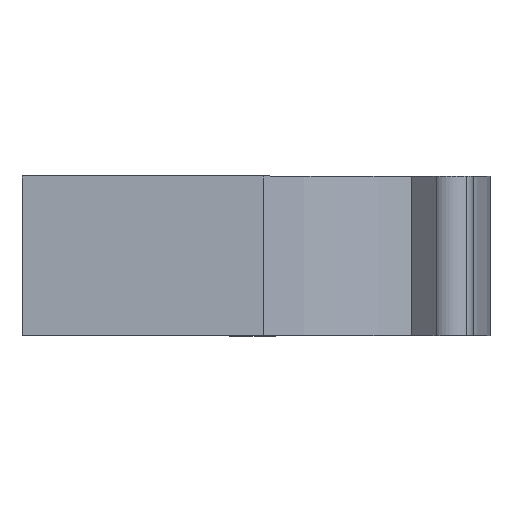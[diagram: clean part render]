
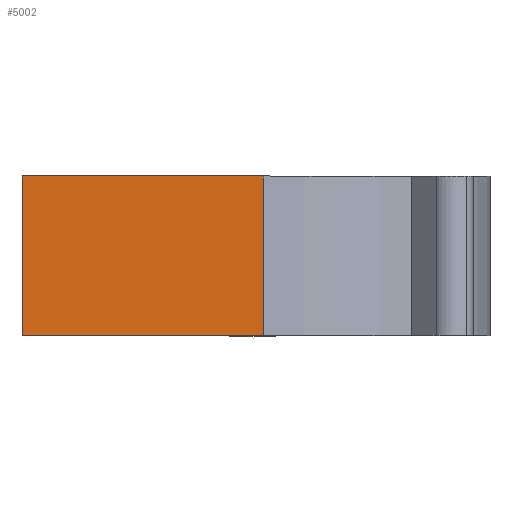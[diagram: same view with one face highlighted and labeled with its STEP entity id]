
A CAD part, top view. The second image highlights one B-rep face of the part: STEP entity #5002.
In plain terms, the highlighted planar face has unit normal (0, 0, 1).
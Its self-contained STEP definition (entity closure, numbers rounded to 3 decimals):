
#4793=CARTESIAN_POINT('POINT315',(0.,
   0.,50.3));
#4794=VERTEX_POINT('VERTEX315',#4793);
#4797=CARTESIAN_POINT('POINT316',(0.,-33.,
   50.3));
#4798=VERTEX_POINT('VERTEX316',#4797);
#4799=CARTESIAN_POINT('POS490',(0.,-33.,
   50.3));
#4800=DIRECTION('DIR637',(0.,1.,0.));
#4801=VECTOR('VEC343',#4800,1.);
#4802=LINE('STRAIGHT343',#4799,#4801);
#4803=EDGE_CURVE('EDGE469',#4798,#4794,#4802,.T.);
#4972=CARTESIAN_POINT('POINT329',(-50.,0.,
   50.3));
#4973=VERTEX_POINT('VERTEX329',#4972);
#4974=CARTESIAN_POINT('POS506',(0.,
   0.,50.3));
#4975=DIRECTION('DIR661',(-1.,0.,0.));
#4976=VECTOR('VEC351',#4975,1.);
#4977=LINE('STRAIGHT351',#4974,#4976);
#4978=EDGE_CURVE('EDGE490',#4794,#4973,#4977,.T.);
#4979=ORIENTED_EDGE('COEDGE932',*,*,#4978,.T.);
#4980=CARTESIAN_POINT('POINT330',(-50.,-33.,50.3));
#4981=VERTEX_POINT('VERTEX330',#4980);
#4982=CARTESIAN_POINT('POS507',(-50.,-33.,50.3));
#4983=DIRECTION('DIR662',(0.,1.,0.));
#4984=VECTOR('VEC352',#4983,1.);
#4985=LINE('STRAIGHT352',#4982,#4984);
#4986=EDGE_CURVE('EDGE491',#4981,#4973,#4985,.T.);
#4987=ORIENTED_EDGE('COEDGE933',*,*,#4986,.F.);
#4988=CARTESIAN_POINT('POS508',(0.,-33.,
   50.3));
#4989=DIRECTION('DIR663',(-1.,0.,0.));
#4990=VECTOR('VEC353',#4989,1.);
#4991=LINE('STRAIGHT353',#4988,#4990);
#4992=EDGE_CURVE('EDGE492',#4798,#4981,#4991,.T.);
#4993=ORIENTED_EDGE('COEDGE934',*,*,#4992,.F.);
#4994=ORIENTED_EDGE('COEDGE935',*,*,#4803,.T.);
#4995=EDGE_LOOP('NONE',(#4979,#4987,#4993,#4994));
#4996=FACE_BOUND('LOOP1',#4995,.T.);
#4997=CARTESIAN_POINT('POS509',(0.,-33.,
   50.3));
#4998=DIRECTION('DIR664',(0.,0.,1.));
#4999=DIRECTION('DIR665',(1.,0.,0.));
#5000=AXIS2_PLACEMENT_3D('AXIS156',#4997,#4998,#4999);
#5001=PLANE('PLANE103',#5000);
#5002=ADVANCED_FACE('FACE171',(#4996),#5001,.T.);
